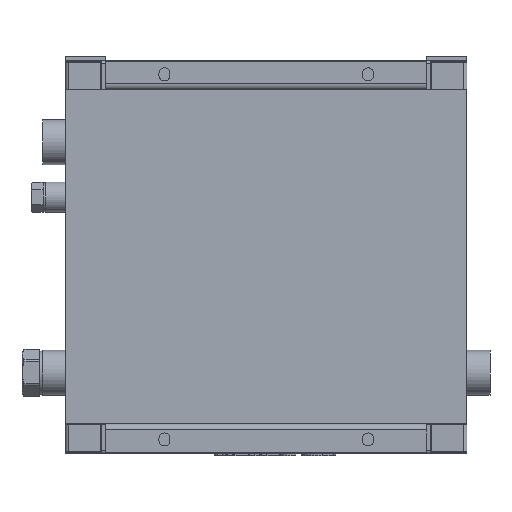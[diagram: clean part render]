
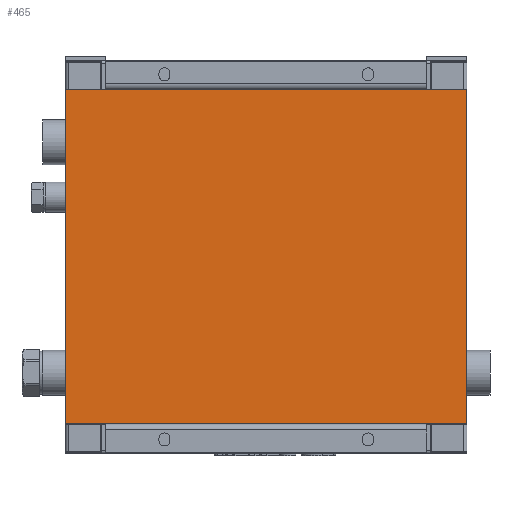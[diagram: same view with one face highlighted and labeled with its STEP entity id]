
A CAD part, top view. The second image highlights one B-rep face of the part: STEP entity #465.
In plain terms, the highlighted planar face has unit normal (0, 0, 1).
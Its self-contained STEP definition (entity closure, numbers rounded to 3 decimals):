
#465 = ADVANCED_FACE( '', ( #1236 ), #1237, .F. );
#1236 = FACE_OUTER_BOUND( '', #2365, .T. );
#1237 = PLANE( '', #2366 );
#2365 = EDGE_LOOP( '', ( #3779, #3780, #3781, #3782 ) );
#2366 = AXIS2_PLACEMENT_3D( '', #3783, #3784, #3785 );
#3779 = ORIENTED_EDGE( '', *, *, #6775, .F. );
#3780 = ORIENTED_EDGE( '', *, *, #6776, .F. );
#3781 = ORIENTED_EDGE( '', *, *, #6777, .F. );
#3782 = ORIENTED_EDGE( '', *, *, #6778, .F. );
#3783 = CARTESIAN_POINT( '', ( 0., 0., 93.5 ) );
#3784 = DIRECTION( '', ( 0., 0., -1. ) );
#3785 = DIRECTION( '', ( -1., 0., 0. ) );
#6775 = EDGE_CURVE( '', #8176, #8177, #8178, .T. );
#6776 = EDGE_CURVE( '', #8179, #8176, #8180, .T. );
#6777 = EDGE_CURVE( '', #8181, #8179, #8182, .T. );
#6778 = EDGE_CURVE( '', #8177, #8181, #8183, .T. );
#8176 = VERTEX_POINT( '', #10155 );
#8177 = VERTEX_POINT( '', #10156 );
#8178 = LINE( '', #10157, #10158 );
#8179 = VERTEX_POINT( '', #10159 );
#8180 = LINE( '', #10160, #10161 );
#8181 = VERTEX_POINT( '', #10162 );
#8182 = LINE( '', #10163, #10164 );
#8183 = LINE( '', #10165, #10166 );
#10155 = CARTESIAN_POINT( '', ( -200., 164.5, 93.5 ) );
#10156 = CARTESIAN_POINT( '', ( 200., 164.5, 93.5 ) );
#10157 = CARTESIAN_POINT( '', ( -200., 164.5, 93.5 ) );
#10158 = VECTOR( '', #12428, 1000. );
#10159 = CARTESIAN_POINT( '', ( -200., -168.5, 93.5 ) );
#10160 = CARTESIAN_POINT( '', ( -200., -168.5, 93.5 ) );
#10161 = VECTOR( '', #12429, 1000. );
#10162 = CARTESIAN_POINT( '', ( 200., -168.5, 93.5 ) );
#10163 = CARTESIAN_POINT( '', ( 200., -168.5, 93.5 ) );
#10164 = VECTOR( '', #12430, 1000. );
#10165 = CARTESIAN_POINT( '', ( 200., 164.5, 93.5 ) );
#10166 = VECTOR( '', #12431, 1000. );
#12428 = DIRECTION( '', ( 1., 0., 0. ) );
#12429 = DIRECTION( '', ( 0., 1., 0. ) );
#12430 = DIRECTION( '', ( -1., 0., 0. ) );
#12431 = DIRECTION( '', ( 0., -1., 0. ) );
